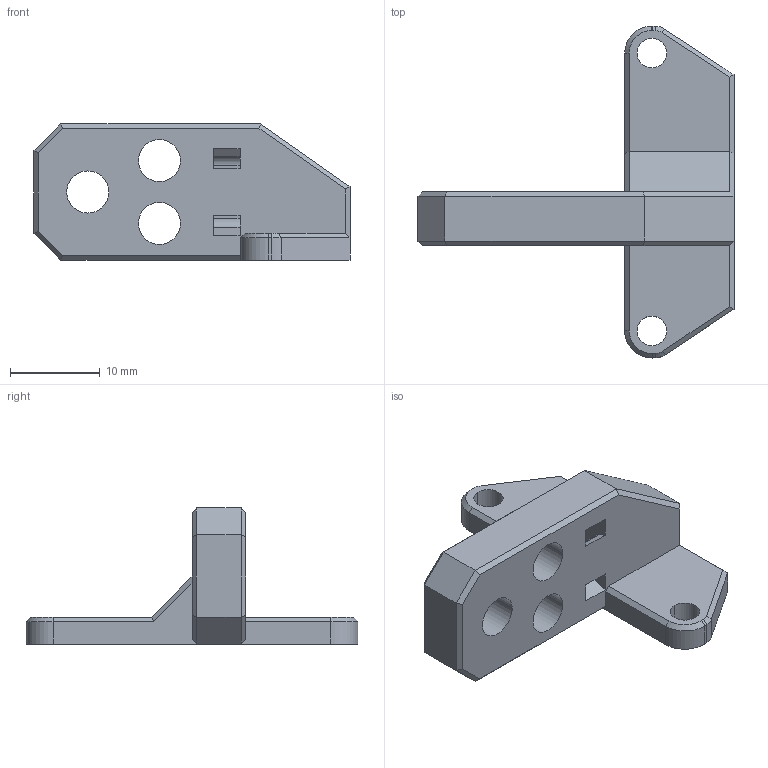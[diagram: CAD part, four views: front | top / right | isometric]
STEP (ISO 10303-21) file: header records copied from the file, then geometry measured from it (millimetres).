
FILE_DESCRIPTION (( 'STEP AP203' ), '1' );
FILE_NAME ('Cable_Chain_Anchor_3Holes.STEP', '2022-09-01T09:35:42', ( '' ), ( '' ), 'SwSTEP 2.0', 'SolidWorks 2022', '' );
FILE_SCHEMA (( 'CONFIG_CONTROL_DESIGN' ));
Length unit declared in the file: millimetre
Products named in the file (1): Cable_Chain_Anchor_3Holes
Bounding box: 35.27 x 37.05 x 15.2 mm (x, y, z)
Volume: 3615.1 mm3; surface area: 2552.7 mm2
Topology: 1 solids, 1 shells, 74 faces, 189 edges, 117 vertices
Faces by surface type: plane 50, cylinder 19, cone 5
Entity records: 2301 total; most frequent: DIRECTION 382, CARTESIAN_POINT 381, ORIENTED_EDGE 378, EDGE_CURVE 189, VECTOR 146, LINE 146, AXIS2_PLACEMENT_3D 118, VERTEX_POINT 117
